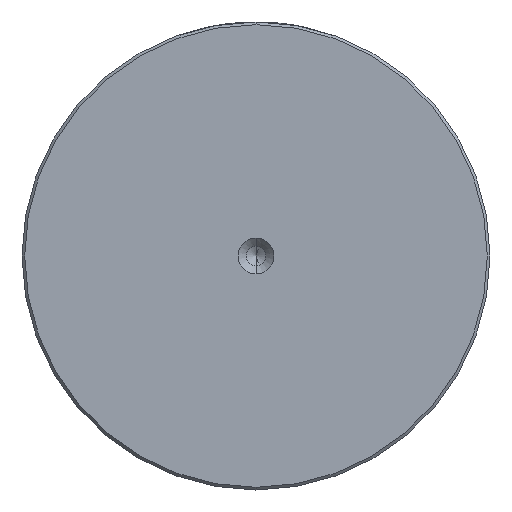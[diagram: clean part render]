
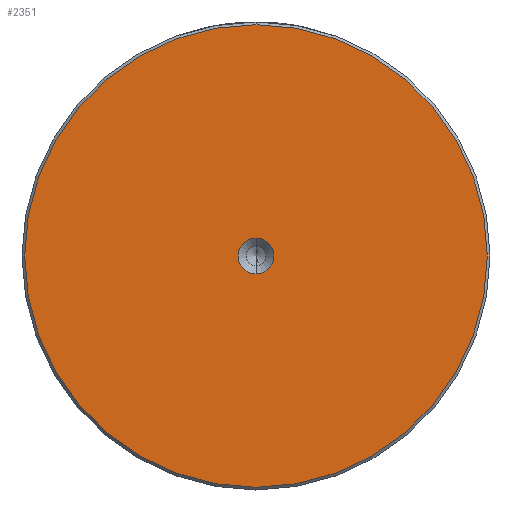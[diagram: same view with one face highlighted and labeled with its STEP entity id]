
A CAD part, left-side view. The second image highlights one B-rep face of the part: STEP entity #2351.
In plain terms, the highlighted planar face has unit normal (-1, 0, 0).
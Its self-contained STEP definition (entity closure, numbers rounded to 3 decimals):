
#101 = EDGE_CURVE ( 'NONE', #589, #2611, #859, .T. ) ;
#182 = EDGE_CURVE ( 'NONE', #2611, #589, #637, .T. ) ;
#296 = CARTESIAN_POINT ( 'NONE',  ( 0., 0., 0. ) ) ;
#395 = FACE_BOUND ( 'NONE', #875, .T. ) ;
#509 = DIRECTION ( 'NONE',  ( 0., 0., 1. ) ) ;
#529 = PLANE ( 'NONE',  #1131 ) ;
#589 = VERTEX_POINT ( 'NONE', #1163 ) ;
#604 = DIRECTION ( 'NONE',  ( -1., 0., 0. ) ) ;
#605 = CARTESIAN_POINT ( 'NONE',  ( 0., 0., 0. ) ) ;
#637 = CIRCLE ( 'NONE', #3034, 3.3 ) ;
#668 = CARTESIAN_POINT ( 'NONE',  ( 0., 0., -42.5 ) ) ;
#736 = CARTESIAN_POINT ( 'NONE',  ( 0., 0., 0. ) ) ;
#771 = DIRECTION ( 'NONE',  ( 0., 0., 1. ) ) ;
#838 = AXIS2_PLACEMENT_3D ( 'NONE', #605, #2275, #839 ) ;
#839 = DIRECTION ( 'NONE',  ( 0., 0., 1. ) ) ;
#859 = CIRCLE ( 'NONE', #2087, 3.3 ) ;
#875 = EDGE_LOOP ( 'NONE', ( #1155, #2333 ) ) ;
#1037 = EDGE_CURVE ( 'NONE', #2684, #1706, #1437, .T. ) ;
#1100 = FACE_OUTER_BOUND ( 'NONE', #1251, .T. ) ;
#1131 = AXIS2_PLACEMENT_3D ( 'NONE', #296, #2671, #771 ) ;
#1151 = CARTESIAN_POINT ( 'NONE',  ( 0., 0., 0. ) ) ;
#1155 = ORIENTED_EDGE ( 'NONE', *, *, #101, .F. ) ;
#1163 = CARTESIAN_POINT ( 'NONE',  ( 0., 0., 3.3 ) ) ;
#1195 = CARTESIAN_POINT ( 'NONE',  ( 0., 0., 42.5 ) ) ;
#1240 = CIRCLE ( 'NONE', #1740, 42.5 ) ;
#1251 = EDGE_LOOP ( 'NONE', ( #2911, #2430 ) ) ;
#1396 = DIRECTION ( 'NONE',  ( 0., 0., 1. ) ) ;
#1428 = EDGE_CURVE ( 'NONE', #1706, #2684, #1240, .T. ) ;
#1437 = CIRCLE ( 'NONE', #838, 42.5 ) ;
#1706 = VERTEX_POINT ( 'NONE', #668 ) ;
#1740 = AXIS2_PLACEMENT_3D ( 'NONE', #1151, #2816, #1396 ) ;
#2087 = AXIS2_PLACEMENT_3D ( 'NONE', #2475, #2467, #2441 ) ;
#2275 = DIRECTION ( 'NONE',  ( -1., 0., 0. ) ) ;
#2333 = ORIENTED_EDGE ( 'NONE', *, *, #182, .F. ) ;
#2351 = ADVANCED_FACE ( 'NONE', ( #1100, #395 ), #529, .T. ) ;
#2430 = ORIENTED_EDGE ( 'NONE', *, *, #1037, .T. ) ;
#2441 = DIRECTION ( 'NONE',  ( 0., 0., 1. ) ) ;
#2467 = DIRECTION ( 'NONE',  ( -1., 0., 0. ) ) ;
#2475 = CARTESIAN_POINT ( 'NONE',  ( 0., 0., 0. ) ) ;
#2611 = VERTEX_POINT ( 'NONE', #3076 ) ;
#2671 = DIRECTION ( 'NONE',  ( -1., 0., 0. ) ) ;
#2684 = VERTEX_POINT ( 'NONE', #1195 ) ;
#2816 = DIRECTION ( 'NONE',  ( -1., 0., 0. ) ) ;
#2911 = ORIENTED_EDGE ( 'NONE', *, *, #1428, .T. ) ;
#3034 = AXIS2_PLACEMENT_3D ( 'NONE', #736, #604, #509 ) ;
#3076 = CARTESIAN_POINT ( 'NONE',  ( 0., 0., -3.3 ) ) ;
